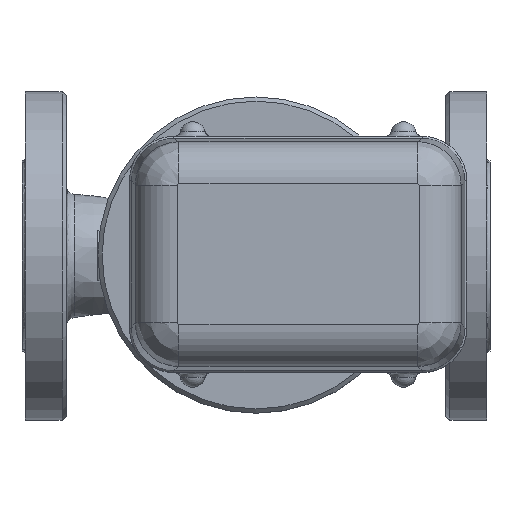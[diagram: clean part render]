
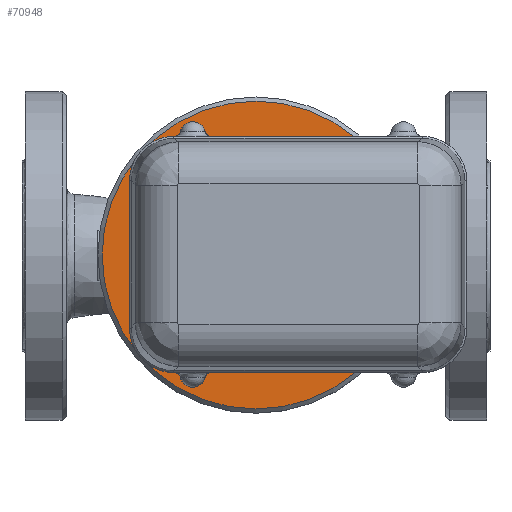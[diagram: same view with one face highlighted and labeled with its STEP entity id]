
A CAD part, top view. The second image highlights one B-rep face of the part: STEP entity #70948.
In plain terms, the highlighted planar face has unit normal (0, 0, 1).
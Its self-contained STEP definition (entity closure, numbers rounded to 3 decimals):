
#40974=CARTESIAN_POINT('',(47.5,0.,316.8));
#40975=VERTEX_POINT('',#40974);
#40976=CARTESIAN_POINT('',(0.0,0.0,316.8));
#40977=DIRECTION('',(0.0,0.0,-1.0));
#40978=DIRECTION('',(-1.0,0.0,0.0));
#40979=AXIS2_PLACEMENT_3D('',#40976,#40977,#40978);
#40980=CIRCLE('',#40979,47.5);
#40981=EDGE_CURVE('',#40975,#40975,#40980,.T.);
#41188=CARTESIAN_POINT('',(73.0,0.,316.8));
#41189=VERTEX_POINT('',#41188);
#41190=CARTESIAN_POINT('',(0.0,0.0,316.8));
#41191=DIRECTION('',(0.0,0.0,-1.0));
#41192=DIRECTION('',(-1.0,0.0,0.0));
#41193=AXIS2_PLACEMENT_3D('',#41190,#41191,#41192);
#41194=CIRCLE('',#41193,73.0);
#41195=EDGE_CURVE('',#41189,#41189,#41194,.T.);
#70937=CARTESIAN_POINT('',(0.0,0.0,316.8));
#70938=DIRECTION('',(0.0,0.0,-1.0));
#70939=DIRECTION('',(-1.0,0.0,0.0));
#70940=AXIS2_PLACEMENT_3D('',#70937,#70938,#70939);
#70941=PLANE('',#70940);
#70942=ORIENTED_EDGE('',*,*,#41195,.F.);
#70943=EDGE_LOOP('',(#70942));
#70944=FACE_OUTER_BOUND('',#70943,.T.);
#70945=ORIENTED_EDGE('',*,*,#40981,.T.);
#70946=EDGE_LOOP('',(#70945));
#70947=FACE_BOUND('',#70946,.T.);
#70948=ADVANCED_FACE('',(#70944,#70947),#70941,.F.);
